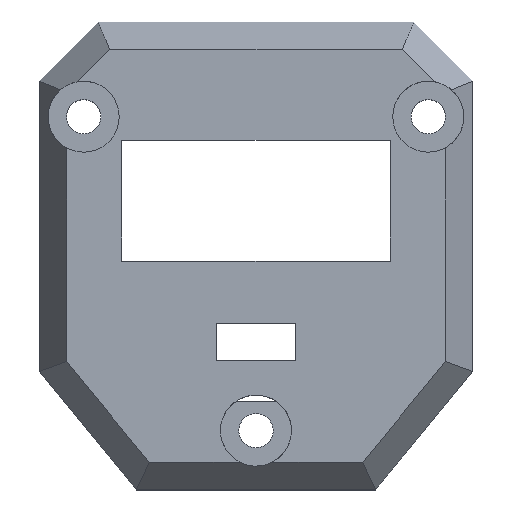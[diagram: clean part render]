
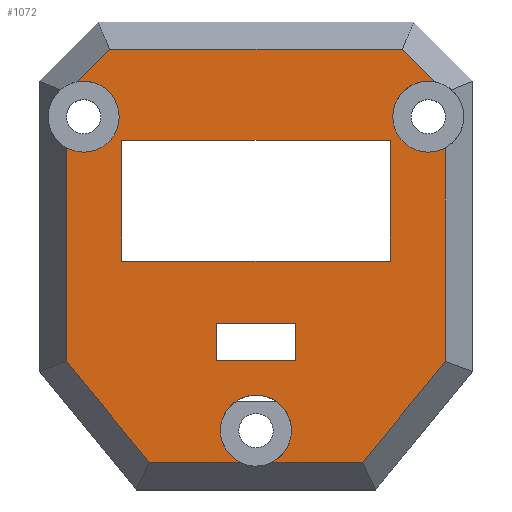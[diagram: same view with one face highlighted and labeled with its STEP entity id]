
A CAD part, top view. The second image highlights one B-rep face of the part: STEP entity #1072.
In plain terms, the highlighted planar face has unit normal (0, 0, 1).
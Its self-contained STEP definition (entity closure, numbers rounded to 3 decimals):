
#24=FACE_BOUND('',#159,.T.);
#25=FACE_BOUND('',#160,.T.);
#35=CIRCLE('',#1107,3.);
#36=CIRCLE('',#1109,3.);
#46=CIRCLE('',#1130,3.);
#49=CIRCLE('',#1136,3.);
#50=CIRCLE('',#1139,3.);
#97=FACE_OUTER_BOUND('',#158,.T.);
#158=EDGE_LOOP('',(#895,#896,#897,#898,#899,#900,#901,#902,#903,#904,#905,
#906,#907,#908));
#159=EDGE_LOOP('',(#909,#910,#911,#912));
#160=EDGE_LOOP('',(#913,#914,#915,#916));
#250=LINE('',#1670,#376);
#254=LINE('',#1678,#380);
#257=LINE('',#1684,#383);
#274=LINE('',#1719,#400);
#275=LINE('',#1721,#401);
#276=LINE('',#1723,#402);
#277=LINE('',#1724,#403);
#278=LINE('',#1726,#404);
#279=LINE('',#1728,#405);
#280=LINE('',#1729,#406);
#281=LINE('',#1731,#407);
#282=LINE('',#1732,#408);
#283=LINE('',#1733,#409);
#284=LINE('',#1736,#410);
#285=LINE('',#1738,#411);
#286=LINE('',#1740,#412);
#287=LINE('',#1741,#413);
#376=VECTOR('',#1359,1000.);
#380=VECTOR('',#1365,1000.);
#383=VECTOR('',#1374,1000.);
#400=VECTOR('',#1409,1000.);
#401=VECTOR('',#1410,1000.);
#402=VECTOR('',#1411,1000.);
#403=VECTOR('',#1412,1000.);
#404=VECTOR('',#1413,1000.);
#405=VECTOR('',#1414,1000.);
#406=VECTOR('',#1415,1000.);
#407=VECTOR('',#1416,1000.);
#408=VECTOR('',#1417,1000.);
#409=VECTOR('',#1418,1000.);
#410=VECTOR('',#1419,1000.);
#411=VECTOR('',#1420,1000.);
#412=VECTOR('',#1421,1000.);
#413=VECTOR('',#1422,1000.);
#439=VERTEX_POINT('',#1493);
#440=VERTEX_POINT('',#1495);
#441=VERTEX_POINT('',#1497);
#489=VERTEX_POINT('',#1618);
#490=VERTEX_POINT('',#1620);
#493=VERTEX_POINT('',#1629);
#494=VERTEX_POINT('',#1631);
#496=VERTEX_POINT('',#1635);
#503=VERTEX_POINT('',#1667);
#504=VERTEX_POINT('',#1669);
#506=VERTEX_POINT('',#1675);
#507=VERTEX_POINT('',#1677);
#516=VERTEX_POINT('',#1718);
#517=VERTEX_POINT('',#1720);
#518=VERTEX_POINT('',#1722);
#519=VERTEX_POINT('',#1725);
#520=VERTEX_POINT('',#1727);
#521=VERTEX_POINT('',#1730);
#522=VERTEX_POINT('',#1734);
#523=VERTEX_POINT('',#1735);
#524=VERTEX_POINT('',#1737);
#525=VERTEX_POINT('',#1739);
#541=EDGE_CURVE('',#439,#440,#35,.T.);
#543=EDGE_CURVE('',#441,#439,#36,.T.);
#606=EDGE_CURVE('',#489,#490,#46,.T.);
#612=EDGE_CURVE('',#493,#494,#49,.T.);
#615=EDGE_CURVE('',#496,#493,#50,.T.);
#630=EDGE_CURVE('',#503,#504,#250,.T.);
#634=EDGE_CURVE('',#506,#507,#254,.T.);
#637=EDGE_CURVE('',#507,#503,#257,.T.);
#654=EDGE_CURVE('',#516,#490,#274,.T.);
#655=EDGE_CURVE('',#489,#517,#275,.T.);
#656=EDGE_CURVE('',#517,#518,#276,.T.);
#657=EDGE_CURVE('',#518,#440,#277,.T.);
#658=EDGE_CURVE('',#441,#519,#278,.T.);
#659=EDGE_CURVE('',#519,#520,#279,.T.);
#660=EDGE_CURVE('',#520,#494,#280,.T.);
#661=EDGE_CURVE('',#496,#521,#281,.T.);
#662=EDGE_CURVE('',#521,#516,#282,.T.);
#663=EDGE_CURVE('',#504,#506,#283,.T.);
#664=EDGE_CURVE('',#522,#523,#284,.T.);
#665=EDGE_CURVE('',#523,#524,#285,.T.);
#666=EDGE_CURVE('',#525,#524,#286,.T.);
#667=EDGE_CURVE('',#522,#525,#287,.T.);
#895=ORIENTED_EDGE('',*,*,#654,.T.);
#896=ORIENTED_EDGE('',*,*,#606,.F.);
#897=ORIENTED_EDGE('',*,*,#655,.T.);
#898=ORIENTED_EDGE('',*,*,#656,.T.);
#899=ORIENTED_EDGE('',*,*,#657,.T.);
#900=ORIENTED_EDGE('',*,*,#541,.F.);
#901=ORIENTED_EDGE('',*,*,#543,.F.);
#902=ORIENTED_EDGE('',*,*,#658,.T.);
#903=ORIENTED_EDGE('',*,*,#659,.T.);
#904=ORIENTED_EDGE('',*,*,#660,.T.);
#905=ORIENTED_EDGE('',*,*,#612,.F.);
#906=ORIENTED_EDGE('',*,*,#615,.F.);
#907=ORIENTED_EDGE('',*,*,#661,.T.);
#908=ORIENTED_EDGE('',*,*,#662,.T.);
#909=ORIENTED_EDGE('',*,*,#663,.F.);
#910=ORIENTED_EDGE('',*,*,#630,.F.);
#911=ORIENTED_EDGE('',*,*,#637,.F.);
#912=ORIENTED_EDGE('',*,*,#634,.F.);
#913=ORIENTED_EDGE('',*,*,#664,.T.);
#914=ORIENTED_EDGE('',*,*,#665,.T.);
#915=ORIENTED_EDGE('',*,*,#666,.F.);
#916=ORIENTED_EDGE('',*,*,#667,.F.);
#1020=PLANE('',#1166);
#1072=ADVANCED_FACE('',(#97,#24,#25),#1020,.F.);
#1107=AXIS2_PLACEMENT_3D('',#1496,#1202,#1203);
#1109=AXIS2_PLACEMENT_3D('',#1499,#1206,#1207);
#1130=AXIS2_PLACEMENT_3D('',#1621,#1300,#1301);
#1136=AXIS2_PLACEMENT_3D('',#1632,#1313,#1314);
#1139=AXIS2_PLACEMENT_3D('',#1637,#1319,#1320);
#1166=AXIS2_PLACEMENT_3D('',#1717,#1407,#1408);
#1202=DIRECTION('center_axis',(0.,0.,1.));
#1203=DIRECTION('ref_axis',(1.,0.,0.));
#1206=DIRECTION('center_axis',(0.,0.,1.));
#1207=DIRECTION('ref_axis',(1.,0.,0.));
#1300=DIRECTION('center_axis',(0.,0.,1.));
#1301=DIRECTION('ref_axis',(1.,0.,0.));
#1313=DIRECTION('center_axis',(0.,0.,1.));
#1314=DIRECTION('ref_axis',(1.,0.,0.));
#1319=DIRECTION('center_axis',(0.,0.,1.));
#1320=DIRECTION('ref_axis',(1.,0.,0.));
#1359=DIRECTION('',(0.,-1.,0.));
#1365=DIRECTION('',(0.,1.,0.));
#1374=DIRECTION('',(-1.,0.,0.));
#1407=DIRECTION('center_axis',(0.,0.,-1.));
#1408=DIRECTION('ref_axis',(-1.,0.,0.));
#1409=DIRECTION('',(-0.707,-0.707,0.));
#1410=DIRECTION('',(0.,-1.,0.));
#1411=DIRECTION('',(0.634,-0.773,0.));
#1412=DIRECTION('',(1.,0.,0.));
#1413=DIRECTION('',(1.,0.,0.));
#1414=DIRECTION('',(0.634,0.773,0.));
#1415=DIRECTION('',(0.,1.,0.));
#1416=DIRECTION('',(-0.707,0.707,0.));
#1417=DIRECTION('',(-1.,0.,0.));
#1418=DIRECTION('',(1.,0.,0.));
#1419=DIRECTION('',(0.,1.,0.));
#1420=DIRECTION('',(1.,0.,0.));
#1421=DIRECTION('',(0.,1.,0.));
#1422=DIRECTION('',(1.,0.,0.));
#1493=CARTESIAN_POINT('',(-14.986,-16.074,10.));
#1495=CARTESIAN_POINT('',(-13.313,-18.765,10.));
#1496=CARTESIAN_POINT('Origin',(-11.986,-16.074,10.));
#1497=CARTESIAN_POINT('',(-10.659,-18.765,10.));
#1499=CARTESIAN_POINT('Origin',(-11.986,-16.074,10.));
#1618=CARTESIAN_POINT('',(-27.976,7.795,10.));
#1620=CARTESIAN_POINT('',(-27.067,13.379,10.));
#1621=CARTESIAN_POINT('Origin',(-26.536,10.426,10.));
#1629=CARTESIAN_POINT('',(-0.436,10.426,10.));
#1631=CARTESIAN_POINT('',(4.005,7.795,10.));
#1632=CARTESIAN_POINT('Origin',(2.564,10.426,10.));
#1635=CARTESIAN_POINT('',(3.096,13.379,10.));
#1637=CARTESIAN_POINT('Origin',(2.564,10.426,10.));
#1667=CARTESIAN_POINT('',(-23.336,8.426,10.));
#1669=CARTESIAN_POINT('',(-23.336,-1.774,10.));
#1670=CARTESIAN_POINT('',(-23.336,8.426,10.));
#1675=CARTESIAN_POINT('',(-0.636,-1.774,10.));
#1677=CARTESIAN_POINT('',(-0.636,8.426,10.));
#1678=CARTESIAN_POINT('',(-0.636,8.426,10.));
#1684=CARTESIAN_POINT('',(-23.336,8.426,10.));
#1717=CARTESIAN_POINT('Origin',(0.,0.,10.));
#1718=CARTESIAN_POINT('',(-24.329,16.117,10.));
#1719=CARTESIAN_POINT('',(-20.223,20.223,10.));
#1720=CARTESIAN_POINT('',(-27.976,-10.248,10.));
#1721=CARTESIAN_POINT('',(-27.976,0.,10.));
#1722=CARTESIAN_POINT('',(-20.993,-18.765,10.));
#1723=CARTESIAN_POINT('',(-21.753,-17.838,10.));
#1724=CARTESIAN_POINT('',(0.,-18.765,10.));
#1725=CARTESIAN_POINT('',(-2.979,-18.765,10.));
#1726=CARTESIAN_POINT('',(0.,-18.765,10.));
#1727=CARTESIAN_POINT('',(4.005,-10.248,10.));
#1728=CARTESIAN_POINT('',(7.419,-6.084,10.));
#1729=CARTESIAN_POINT('',(4.005,0.,10.));
#1730=CARTESIAN_POINT('',(0.358,16.117,10.));
#1731=CARTESIAN_POINT('',(8.237,8.237,10.));
#1732=CARTESIAN_POINT('',(0.,16.117,10.));
#1733=CARTESIAN_POINT('',(-23.336,-1.774,10.));
#1734=CARTESIAN_POINT('',(-15.336,-10.174,10.));
#1735=CARTESIAN_POINT('',(-15.336,-7.074,10.));
#1736=CARTESIAN_POINT('',(-15.336,0.,10.));
#1737=CARTESIAN_POINT('',(-8.636,-7.074,10.));
#1738=CARTESIAN_POINT('',(0.,-7.074,10.));
#1739=CARTESIAN_POINT('',(-8.636,-10.174,10.));
#1740=CARTESIAN_POINT('',(-8.636,0.,10.));
#1741=CARTESIAN_POINT('',(0.,-10.174,10.));
